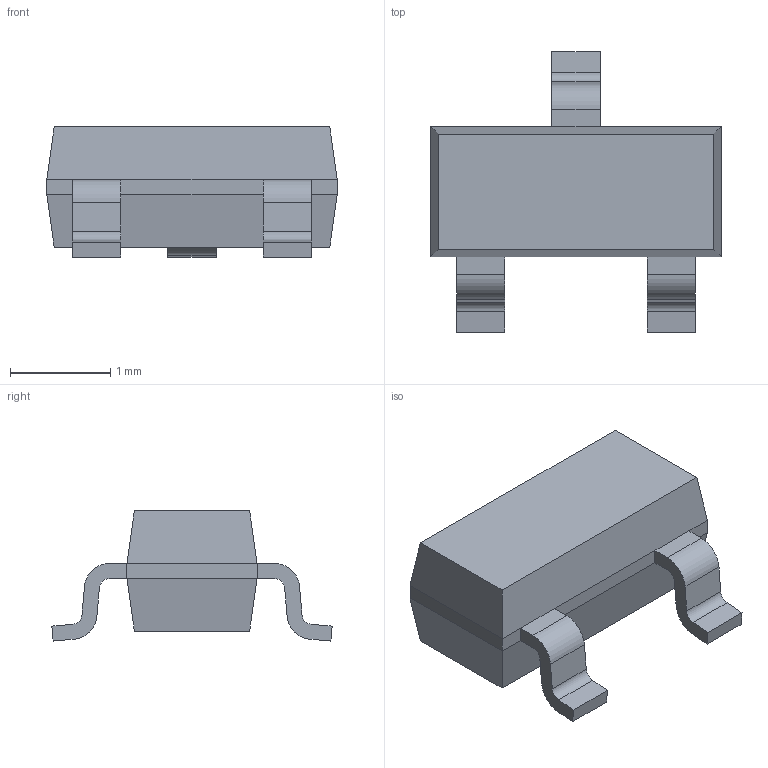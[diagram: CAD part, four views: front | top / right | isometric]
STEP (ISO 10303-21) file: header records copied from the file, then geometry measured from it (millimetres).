
FILE_DESCRIPTION (( 'STEP AP214' ), '1' );
FILE_NAME ('SOT23-3.STEP', '2011-08-30T00:58:31', ( 'Ryan Rutledge' ), ( 'Pacific Bioscience Laboratories, Inc.' ), 'SwSTEP 2.0', 'SolidWorks 2011', '' );
FILE_SCHEMA (( 'AUTOMOTIVE_DESIGN' ));
Length unit declared in the file: millimetre
Products named in the file (1): SOT23-3
Bounding box: 2.9 x 2.8 x 1.3 mm (x, y, z)
Volume: 4.5 mm3; surface area: 20.7 mm2
Topology: 1 solids, 1 shells, 56 faces, 142 edges, 88 vertices
Faces by surface type: plane 44, cylinder 12
Entity records: 1871 total; most frequent: CARTESIAN_POINT 287, ORIENTED_EDGE 284, DIRECTION 280, EDGE_CURVE 142, LINE 118, VECTOR 118, VERTEX_POINT 88, AXIS2_PLACEMENT_3D 81
